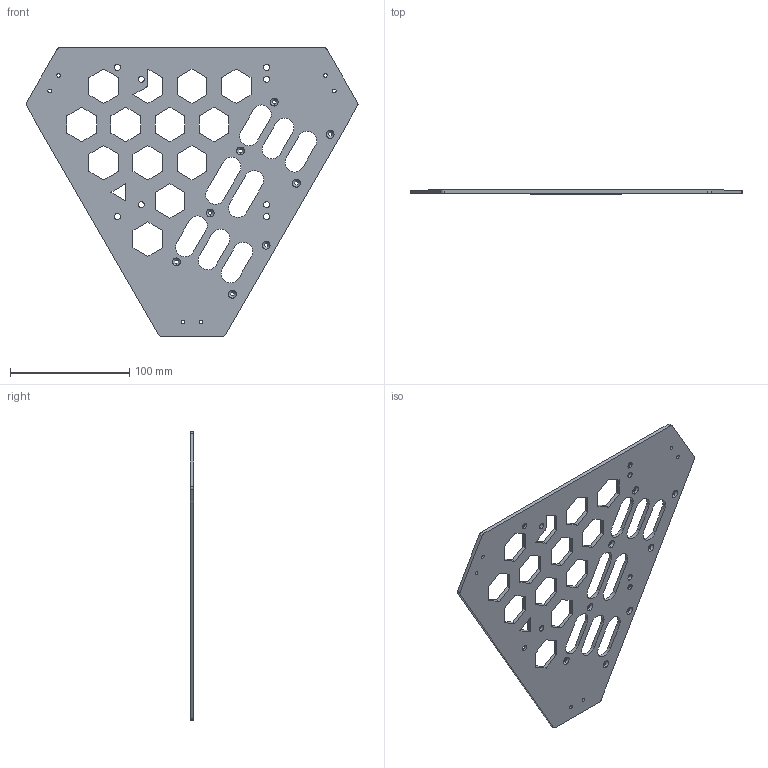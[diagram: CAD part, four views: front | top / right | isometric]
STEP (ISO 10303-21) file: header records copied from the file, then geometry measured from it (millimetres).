
FILE_DESCRIPTION (( 'STEP AP214' ), '1' );
FILE_NAME ('Metal_Bottom.STEP', '2023-07-01T18:17:06', ( '' ), ( '' ), 'SwSTEP 2.0', 'SolidWorks 2021', '' );
FILE_SCHEMA (( 'AUTOMOTIVE_DESIGN' ));
Length unit declared in the file: millimetre
Products named in the file (1): Metal_Bottom
Bounding box: 278.31 x 3 x 241.83 mm (x, y, z)
Volume: 97600.2 mm3; surface area: 74486.2 mm2
Topology: 1 solids, 1 shells, 208 faces, 590 edges, 388 vertices
Faces by surface type: plane 109, cylinder 83, cone 16
Entity records: 6978 total; most frequent: DIRECTION 1190, CARTESIAN_POINT 1187, ORIENTED_EDGE 1180, EDGE_CURVE 590, LINE 408, VECTOR 408, AXIS2_PLACEMENT_3D 391, VERTEX_POINT 388
